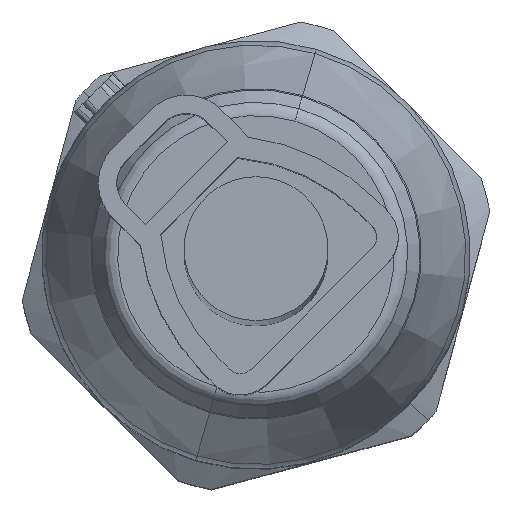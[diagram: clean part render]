
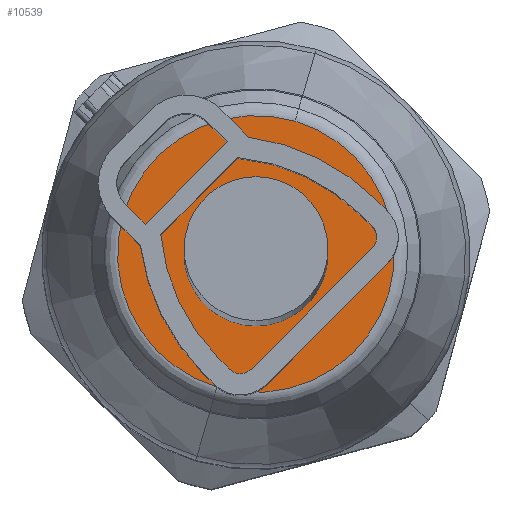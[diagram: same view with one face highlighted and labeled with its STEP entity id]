
A CAD part, top view. The second image highlights one B-rep face of the part: STEP entity #10539.
In plain terms, the highlighted planar face has unit normal (0, 0, 1).
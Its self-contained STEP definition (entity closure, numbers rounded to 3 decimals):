
#10494=AXIS2_PLACEMENT_3D('Circle Axis2P3D',#10492,#10493,$) ;
#10520=AXIS2_PLACEMENT_3D('Circle Axis2P3D',#10518,#10519,$) ;
#10533=AXIS2_PLACEMENT_3D('Plane Axis2P3D',#10530,#10531,#10532) ;
#10492=CARTESIAN_POINT('Axis2P3D Location',(7.637,7.637,44.)) ;
#10496=CARTESIAN_POINT('Vertex',(6.364,3.298,44.)) ;
#10498=CARTESIAN_POINT('Vertex',(8.911,11.977,44.)) ;
#10518=CARTESIAN_POINT('Axis2P3D Location',(7.637,7.637,44.)) ;
#10530=CARTESIAN_POINT('Axis2P3D Location',(10.835,10.835,44.)) ;
#10493=DIRECTION('Axis2P3D Direction',(0.,0.,1.)) ;
#10519=DIRECTION('Axis2P3D Direction',(0.,0.,1.)) ;
#10531=DIRECTION('Axis2P3D Direction',(0.,0.,1.)) ;
#10532=DIRECTION('Axis2P3D XDirection',(-0.707,0.707,0.)) ;
#10536=ORIENTED_EDGE('',*,*,#10522,.T.) ;
#10537=ORIENTED_EDGE('',*,*,#10500,.T.) ;
#10539=ADVANCED_FACE('51821_SAIL-M12BW-VA-4-XXX.1\\33026_SAIL_GF_M12.1\\K\X2\00F6\X0\rper.2',(#10538),#10534,.T.) ;
#10495=CIRCLE('generated circle',#10494,4.523) ;
#10521=CIRCLE('generated circle',#10520,4.523) ;
#10500=EDGE_CURVE('',#10497,#10499,#10495,.T.) ;
#10522=EDGE_CURVE('',#10499,#10497,#10521,.T.) ;
#10535=EDGE_LOOP('',(#10536,#10537)) ;
#10538=FACE_OUTER_BOUND('',#10535,.T.) ;
#10534=PLANE('',#10533) ;
#10497=VERTEX_POINT('',#10496) ;
#10499=VERTEX_POINT('',#10498) ;
